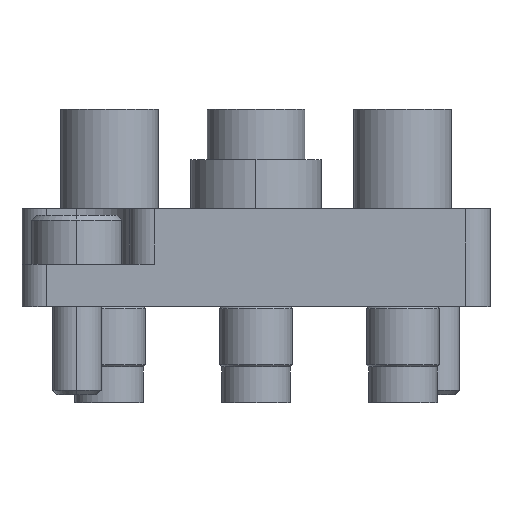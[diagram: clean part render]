
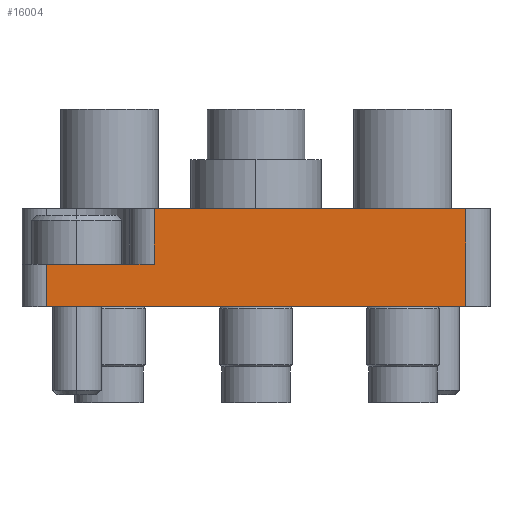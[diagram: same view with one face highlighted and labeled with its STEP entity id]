
A CAD part, front view. The second image highlights one B-rep face of the part: STEP entity #16004.
In plain terms, the highlighted face is planar.
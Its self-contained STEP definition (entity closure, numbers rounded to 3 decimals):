
#4 = CARTESIAN_POINT ( 'NONE',  ( 30., 6., 6.25 ) ) ;
#147 = VECTOR ( 'NONE', #14918, 1000. ) ;
#394 = DIRECTION ( 'NONE',  ( 0., 1., 0. ) ) ;
#477 = CARTESIAN_POINT ( 'NONE',  ( 30., 0., 14.35 ) ) ;
#719 = ORIENTED_EDGE ( 'NONE', *, *, #4792, .F. ) ;
#792 = DIRECTION ( 'NONE',  ( 0., 1., 0. ) ) ;
#921 = EDGE_CURVE ( 'NONE', #11698, #12911, #8559, .T. ) ;
#1561 = CARTESIAN_POINT ( 'NONE',  ( 30., 2.6, 7.75 ) ) ;
#2297 = VERTEX_POINT ( 'NONE', #16288 ) ;
#2392 = VECTOR ( 'NONE', #12430, 1000. ) ;
#2708 = ORIENTED_EDGE ( 'NONE', *, *, #9097, .T. ) ;
#2856 = LINE ( 'NONE', #5520, #7820 ) ;
#3530 = CARTESIAN_POINT ( 'NONE',  ( 30., 2.6, 6.25 ) ) ;
#4411 = DIRECTION ( 'NONE',  ( 0., 0., -1. ) ) ;
#4792 = EDGE_CURVE ( 'NONE', #9069, #12911, #13336, .T. ) ;
#5520 = CARTESIAN_POINT ( 'NONE',  ( 30., 0., 12.85 ) ) ;
#5700 = CARTESIAN_POINT ( 'NONE',  ( 30., 0., -12.85 ) ) ;
#7189 = CARTESIAN_POINT ( 'NONE',  ( 30., 2.6, 12.85 ) ) ;
#7820 = VECTOR ( 'NONE', #13089, 1000. ) ;
#8155 = AXIS2_PLACEMENT_3D ( 'NONE', #12489, #15249, #792 ) ;
#8559 = LINE ( 'NONE', #16726, #2392 ) ;
#8793 = FACE_OUTER_BOUND ( 'NONE', #12244, .T. ) ;
#9069 = VERTEX_POINT ( 'NONE', #7189 ) ;
#9097 = EDGE_CURVE ( 'NONE', #11428, #14062, #13460, .T. ) ;
#9164 = VECTOR ( 'NONE', #12275, 1000. ) ;
#9646 = ORIENTED_EDGE ( 'NONE', *, *, #10199, .F. ) ;
#10123 = ORIENTED_EDGE ( 'NONE', *, *, #14280, .T. ) ;
#10199 = EDGE_CURVE ( 'NONE', #11698, #14062, #12362, .T. ) ;
#10806 = VECTOR ( 'NONE', #394, 1000. ) ;
#11234 = ORIENTED_EDGE ( 'NONE', *, *, #11285, .T. ) ;
#11285 = EDGE_CURVE ( 'NONE', #9069, #2297, #2856, .T. ) ;
#11428 = VERTEX_POINT ( 'NONE', #5700 ) ;
#11698 = VERTEX_POINT ( 'NONE', #4 ) ;
#12037 = VECTOR ( 'NONE', #4411, 1000. ) ;
#12180 = CARTESIAN_POINT ( 'NONE',  ( 30., 6., -12.85 ) ) ;
#12244 = EDGE_LOOP ( 'NONE', ( #9646, #16139, #719, #11234, #10123, #2708 ) ) ;
#12275 = DIRECTION ( 'NONE',  ( 0., 0., -1. ) ) ;
#12362 = LINE ( 'NONE', #16226, #9164 ) ;
#12430 = DIRECTION ( 'NONE',  ( 0., -1., 0. ) ) ;
#12489 = CARTESIAN_POINT ( 'NONE',  ( 30., 6., 14.35 ) ) ;
#12911 = VERTEX_POINT ( 'NONE', #3530 ) ;
#13089 = DIRECTION ( 'NONE',  ( 0., -1., 0. ) ) ;
#13336 = LINE ( 'NONE', #1561, #12037 ) ;
#13460 = LINE ( 'NONE', #12180, #10806 ) ;
#14062 = VERTEX_POINT ( 'NONE', #15625 ) ;
#14280 = EDGE_CURVE ( 'NONE', #2297, #11428, #16136, .T. ) ;
#14918 = DIRECTION ( 'NONE',  ( 0., 0., -1. ) ) ;
#15249 = DIRECTION ( 'NONE',  ( 1., 0., 0. ) ) ;
#15625 = CARTESIAN_POINT ( 'NONE',  ( 30., 6., -12.85 ) ) ;
#16004 = ADVANCED_FACE ( 'NONE', ( #8793 ), #16362, .T. ) ;
#16136 = LINE ( 'NONE', #477, #147 ) ;
#16139 = ORIENTED_EDGE ( 'NONE', *, *, #921, .T. ) ;
#16226 = CARTESIAN_POINT ( 'NONE',  ( 30., 6., 14.35 ) ) ;
#16288 = CARTESIAN_POINT ( 'NONE',  ( 30., 0., 12.85 ) ) ;
#16362 = PLANE ( 'NONE',  #8155 ) ;
#16726 = CARTESIAN_POINT ( 'NONE',  ( 30., 2.6, 6.25 ) ) ;
